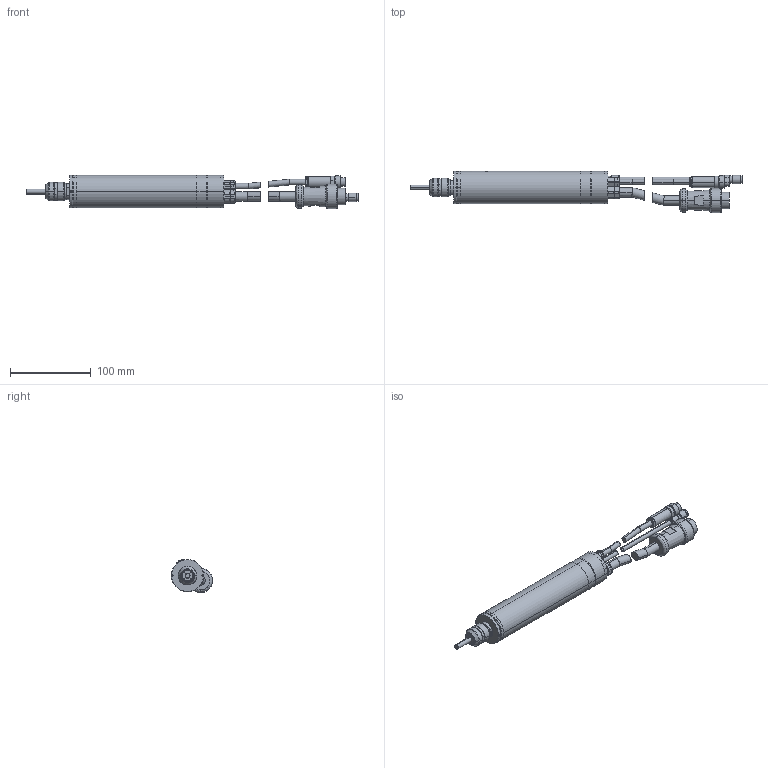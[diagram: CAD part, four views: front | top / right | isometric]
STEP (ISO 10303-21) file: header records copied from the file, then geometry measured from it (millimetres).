
FILE_DESCRIPTION (( 'STEP AP203' ), '1' );
FILE_NAME ('BMS-4040 2M.STEP', '2020-12-22T01:40:42', ( '' ), ( '' ), 'SwSTEP 2.0', 'SolidWorks 2017', '' );
FILE_SCHEMA (( 'CONFIG_CONTROL_DESIGN' ));
Length unit declared in the file: millimetre
Products named in the file (1): BMS-4040 2M
Bounding box: 409.97 x 51.01 x 41.01 mm (x, y, z)
Volume: 76267.3 mm3; surface area: 90146.1 mm2
Topology: 32 solids, 32 shells, 724 faces, 1686 edges, 1063 vertices
Faces by surface type: cylinder 270, plane 241, cone 178, bspline 35
Entity records: 24896 total; most frequent: CARTESIAN_POINT 8262, DIRECTION 3594, ORIENTED_EDGE 3352, EDGE_CURVE 1676, AXIS2_PLACEMENT_3D 1458, VERTEX_POINT 1063, EDGE_LOOP 815, CIRCLE 768
